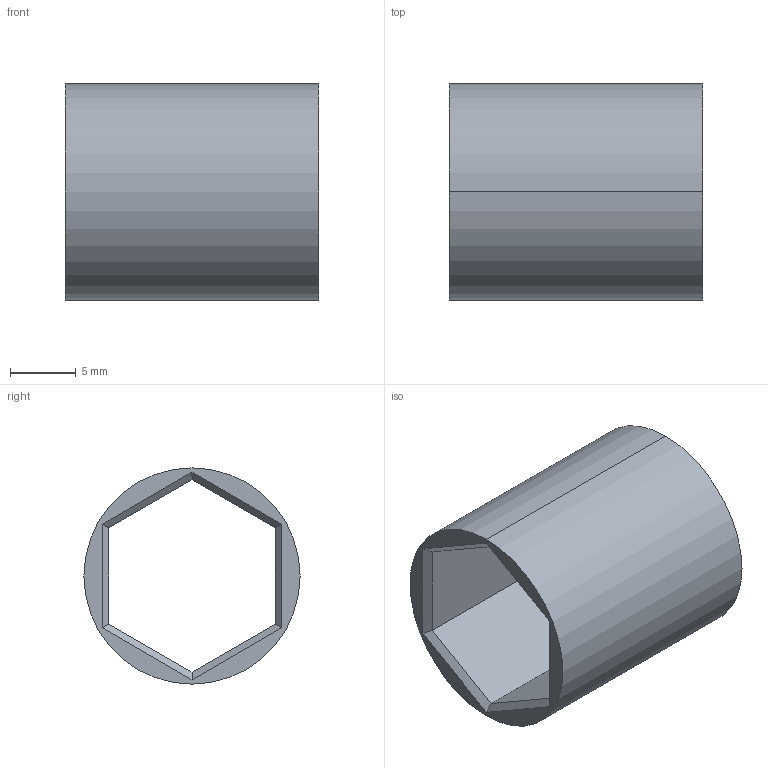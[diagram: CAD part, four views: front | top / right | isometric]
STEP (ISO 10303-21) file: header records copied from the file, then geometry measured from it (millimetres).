
FILE_DESCRIPTION (( 'STEP AP214' ), '1' );
FILE_NAME ('MainBody_GearboxClampingClutch_CNC_4340Steel.STEP', '2024-05-03T05:04:07', ( '' ), ( '' ), 'SwSTEP 2.0', 'SolidWorks 2022', '' );
FILE_SCHEMA (( 'AUTOMOTIVE_DESIGN' ));
Length unit declared in the file: millimetre
Products named in the file (1): MainBody_GearboxClampingClutch_CNC_4340Steel
Bounding box: 19.32 x 16.5 x 16.5 mm (x, y, z)
Volume: 1421.4 mm3; surface area: 1975 mm2
Topology: 1 solids, 1 shells, 22 faces, 48 edges, 28 vertices
Faces by surface type: plane 20, cylinder 2
Entity records: 618 total; most frequent: CARTESIAN_POINT 99, DIRECTION 98, ORIENTED_EDGE 96, EDGE_CURVE 48, LINE 44, VECTOR 44, VERTEX_POINT 28, AXIS2_PLACEMENT_3D 27
